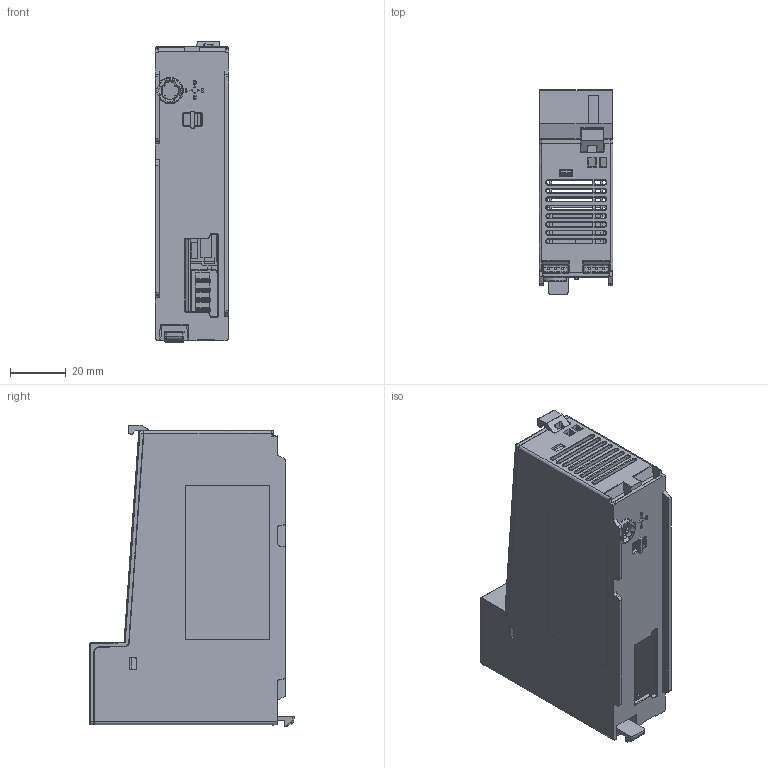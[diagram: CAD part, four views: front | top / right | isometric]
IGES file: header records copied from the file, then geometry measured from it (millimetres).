
Start section:  PTC IGES file: M_BC_V3.igs
Global section: file name: M_BC_V3.igs; native system: Creo Parametric by PTC Inc.; preprocessor: 2019344; author: Ramdas.Tibile; organization: Unknown; date: 20250114.121517; units: millimetre
Bounding box: 26.4 x 73 x 107.8 mm (x, y, z)
Surface area: 52488.7 mm2 (no closed solid volume)
Topology: 0 solids, 0 shells, 1429 faces, 8307 edges, 8289 vertices
Faces by surface type: bspline 782, revolution 590, extrusion 57
